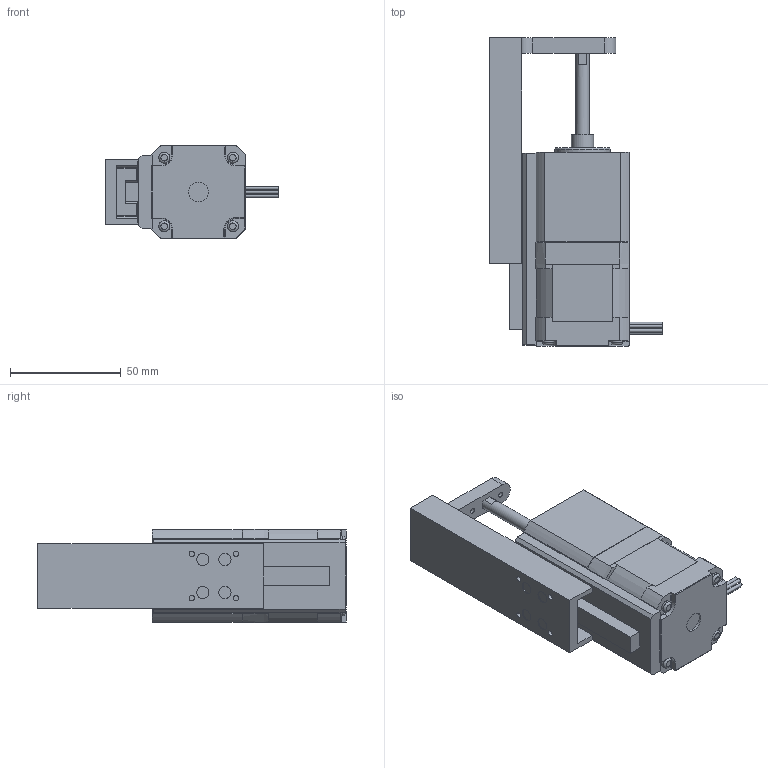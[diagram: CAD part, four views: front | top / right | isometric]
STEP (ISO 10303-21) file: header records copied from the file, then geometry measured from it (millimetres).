
FILE_DESCRIPTION(/* description */ (''),/* implementation_level */ '2;1');
FILE_NAME(/* name */ 'MS245-20A-LNH0601A_VerA.stp',/* time_stamp */ '2014-03-21T14:20:46+08:00',/* author */ ('Will_Yeh'),/* organization */ (''),/* preprocessor_version */ 'ST-DEVELOPER v15.2',/* originating_system */ 'Autodesk Inventor 2014',/* authorisation */ '');
FILE_SCHEMA (('AUTOMOTIVE_DESIGN { 1 0 10303 214 3 1 1 }'));
Length unit declared in the file: millimetre
Products named in the file (3): MS245-20A-LNH; Punch; MS245-20A-LNH0601A_VerA
Bounding box: 78.1 x 139.23 x 42.2 mm (x, y, z)
Volume: 202522 mm3; surface area: 36564.8 mm2
Topology: 2 solids, 3 shells, 256 faces, 607 edges, 379 vertices
Faces by surface type: plane 149, cylinder 80, cone 13, torus 12, sphere 2
Full cylindrical faces by diameter (mm): 1.5 x6, 2.459 x6, 3.242 x4, 3.3 x1, 5 x4, 5.254 x1, 5.5 x4, 6 x2, 7.5 x1, 8 x1, 9 x1, 10 x1, 25 x1
Entity records: 7285 total; most frequent: DIRECTION 1244, CARTESIAN_POINT 1229, ORIENTED_EDGE 1100, EDGE_CURVE 550, AXIS2_PLACEMENT_3D 443, VERTEX_POINT 368, LINE 358, VECTOR 358
